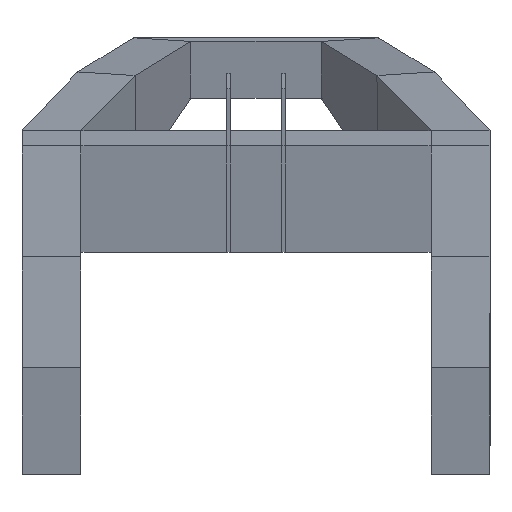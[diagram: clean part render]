
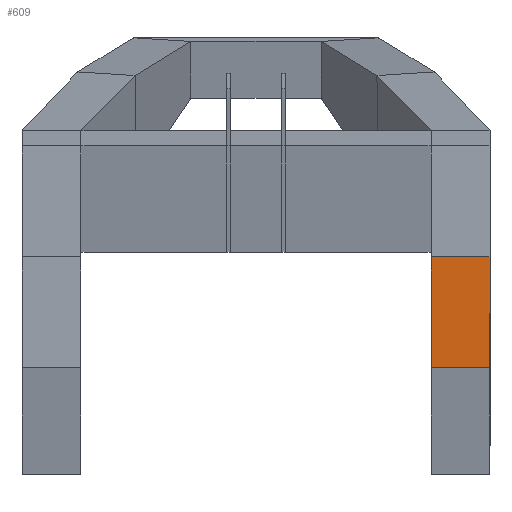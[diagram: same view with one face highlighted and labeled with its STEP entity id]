
A CAD part, left-side view. The second image highlights one B-rep face of the part: STEP entity #609.
In plain terms, the highlighted free-form (B-spline) face has degree [1, 1] with [2, 2] control points.
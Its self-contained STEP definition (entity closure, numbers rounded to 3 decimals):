
#123 = VERTEX_POINT('',#124);
#124 = CARTESIAN_POINT('',(227.108,-208.,-125.183));
#139 = B_SPLINE_SURFACE_WITH_KNOTS('',3,3,(
    (#140,#141,#142,#143)
    ,(#144,#145,#146,#147)
    ,(#148,#149,#150,#151)
    ,(#152,#153,#154,#155
    )),.UNSPECIFIED.,.F.,.F.,.F.,(4,4),(4,4),(0.,30.),(0.,
    218.),.PIECEWISE_BEZIER_KNOTS.);
#140 = CARTESIAN_POINT('',(437.68,-208.,
    -68.76));
#141 = CARTESIAN_POINT('',(367.489,-208.,
    -87.568));
#142 = CARTESIAN_POINT('',(297.299,-208.,
    -106.375));
#143 = CARTESIAN_POINT('',(227.108,-208.,-125.183));
#144 = CARTESIAN_POINT('',(437.68,-218.,
    -68.76));
#145 = CARTESIAN_POINT('',(367.489,-218.,
    -87.568));
#146 = CARTESIAN_POINT('',(297.299,-218.,
    -106.375));
#147 = CARTESIAN_POINT('',(227.108,-218.,-125.183));
#148 = CARTESIAN_POINT('',(437.68,-228.,
    -68.76));
#149 = CARTESIAN_POINT('',(367.489,-228.,
    -87.568));
#150 = CARTESIAN_POINT('',(297.299,-228.,
    -106.375));
#151 = CARTESIAN_POINT('',(227.108,-228.,-125.183));
#152 = CARTESIAN_POINT('',(437.68,-238.,-68.76));
#153 = CARTESIAN_POINT('',(367.489,-238.,-87.568));
#154 = CARTESIAN_POINT('',(297.299,-238.,-106.375));
#155 = CARTESIAN_POINT('',(227.108,-238.,-125.183));
#178 = B_SPLINE_SURFACE_WITH_KNOTS('',1,1,(
    (#179,#180)
    ,(#181,#182
    )),.UNSPECIFIED.,.F.,.F.,.F.,(2,2),(2,2),(-38.,180.),(-28.,
    28.),.PIECEWISE_BEZIER_KNOTS.);
#179 = CARTESIAN_POINT('',(16.536,-208.,
    -181.605));
#180 = CARTESIAN_POINT('',(31.03,-208.,
    -235.697));
#181 = CARTESIAN_POINT('',(227.108,-208.,
    -125.183));
#182 = CARTESIAN_POINT('',(241.602,-208.,
    -179.275));
#193 = VERTEX_POINT('',#194);
#194 = CARTESIAN_POINT('',(16.536,-208.,-181.605));
#208 = B_SPLINE_SURFACE_WITH_KNOTS('',1,1,(
    (#209,#210)
    ,(#211,#212
    )),.UNSPECIFIED.,.F.,.F.,.F.,(2,2),(2,2),(0.,56.),(0.,30.),
  .PIECEWISE_BEZIER_KNOTS.);
#209 = CARTESIAN_POINT('',(16.536,-208.,-181.605));
#210 = CARTESIAN_POINT('',(16.536,-238.,-181.605));
#211 = CARTESIAN_POINT('',(31.03,-208.,-235.697));
#212 = CARTESIAN_POINT('',(31.03,-238.,-235.697));
#220 = EDGE_CURVE('',#193,#123,#221,.T.);
#221 = SURFACE_CURVE('',#222,(#225,#231),.PCURVE_S1.);
#222 = B_SPLINE_CURVE_WITH_KNOTS('',1,(#223,#224),.UNSPECIFIED.,.F.,.F.,
  (2,2),(0.,218.),.PIECEWISE_BEZIER_KNOTS.);
#223 = CARTESIAN_POINT('',(16.536,-208.,-181.605));
#224 = CARTESIAN_POINT('',(227.108,-208.,-125.183));
#225 = PCURVE('',#178,#226);
#226 = DEFINITIONAL_REPRESENTATION('',(#227),#230);
#227 = B_SPLINE_CURVE_WITH_KNOTS('',1,(#228,#229),.UNSPECIFIED.,.F.,.F.,
  (2,2),(0.,218.),.PIECEWISE_BEZIER_KNOTS.);
#228 = CARTESIAN_POINT('',(-38.,-28.));
#229 = CARTESIAN_POINT('',(180.,-28.));
#230 = ( GEOMETRIC_REPRESENTATION_CONTEXT(2) 
PARAMETRIC_REPRESENTATION_CONTEXT() REPRESENTATION_CONTEXT('2D SPACE',''
  ) );
#231 = PCURVE('',#232,#237);
#232 = B_SPLINE_SURFACE_WITH_KNOTS('',1,1,(
    (#233,#234)
    ,(#235,#236
    )),.UNSPECIFIED.,.F.,.F.,.F.,(2,2),(2,2),(0.,218.),(0.,30.),
  .PIECEWISE_BEZIER_KNOTS.);
#233 = CARTESIAN_POINT('',(16.536,-208.,-181.605));
#234 = CARTESIAN_POINT('',(16.536,-238.,-181.605));
#235 = CARTESIAN_POINT('',(227.108,-208.,-125.183));
#236 = CARTESIAN_POINT('',(227.108,-238.,-125.183));
#237 = DEFINITIONAL_REPRESENTATION('',(#238),#242);
#238 = B_SPLINE_CURVE_WITH_KNOTS('',2,(#239,#240,#241),.UNSPECIFIED.,.F.
  ,.F.,(3,3),(0.,218.),.PIECEWISE_BEZIER_KNOTS.);
#239 = CARTESIAN_POINT('',(0.,0.));
#240 = CARTESIAN_POINT('',(109.,0.));
#241 = CARTESIAN_POINT('',(218.,0.));
#242 = ( GEOMETRIC_REPRESENTATION_CONTEXT(2) 
PARAMETRIC_REPRESENTATION_CONTEXT() REPRESENTATION_CONTEXT('2D SPACE',''
  ) );
#439 = B_SPLINE_SURFACE_WITH_KNOTS('',1,1,(
    (#440,#441)
    ,(#442,#443
    )),.UNSPECIFIED.,.F.,.F.,.F.,(2,2),(2,2),(-180.,38.),(
    -28.,28.),.PIECEWISE_BEZIER_KNOTS.);
#440 = CARTESIAN_POINT('',(241.602,-238.,-179.275));
#441 = CARTESIAN_POINT('',(227.108,-238.,-125.183));
#442 = CARTESIAN_POINT('',(31.03,-238.,-235.697));
#443 = CARTESIAN_POINT('',(16.536,-238.,-181.605));
#454 = VERTEX_POINT('',#455);
#455 = CARTESIAN_POINT('',(227.108,-238.,-125.183));
#481 = VERTEX_POINT('',#482);
#482 = CARTESIAN_POINT('',(16.536,-238.,-181.605));
#501 = EDGE_CURVE('',#481,#454,#502,.T.);
#502 = SURFACE_CURVE('',#503,(#506,#512),.PCURVE_S1.);
#503 = B_SPLINE_CURVE_WITH_KNOTS('',1,(#504,#505),.UNSPECIFIED.,.F.,.F.,
  (2,2),(0.,218.),.PIECEWISE_BEZIER_KNOTS.);
#504 = CARTESIAN_POINT('',(16.536,-238.,-181.605));
#505 = CARTESIAN_POINT('',(227.108,-238.,-125.183));
#506 = PCURVE('',#439,#507);
#507 = DEFINITIONAL_REPRESENTATION('',(#508),#511);
#508 = B_SPLINE_CURVE_WITH_KNOTS('',1,(#509,#510),.UNSPECIFIED.,.F.,.F.,
  (2,2),(0.,218.),.PIECEWISE_BEZIER_KNOTS.);
#509 = CARTESIAN_POINT('',(38.,28.));
#510 = CARTESIAN_POINT('',(-180.,28.));
#511 = ( GEOMETRIC_REPRESENTATION_CONTEXT(2) 
PARAMETRIC_REPRESENTATION_CONTEXT() REPRESENTATION_CONTEXT('2D SPACE',''
  ) );
#512 = PCURVE('',#232,#513);
#513 = DEFINITIONAL_REPRESENTATION('',(#514),#518);
#514 = B_SPLINE_CURVE_WITH_KNOTS('',2,(#515,#516,#517),.UNSPECIFIED.,.F.
  ,.F.,(3,3),(0.,218.),.PIECEWISE_BEZIER_KNOTS.);
#515 = CARTESIAN_POINT('',(0.,30.));
#516 = CARTESIAN_POINT('',(109.,30.));
#517 = CARTESIAN_POINT('',(218.,30.));
#518 = ( GEOMETRIC_REPRESENTATION_CONTEXT(2) 
PARAMETRIC_REPRESENTATION_CONTEXT() REPRESENTATION_CONTEXT('2D SPACE',''
  ) );
#609 = ADVANCED_FACE('',(#610),#232,.F.);
#610 = FACE_BOUND('',#611,.F.);
#611 = EDGE_LOOP('',(#612,#632,#633,#653));
#612 = ORIENTED_EDGE('',*,*,#613,.F.);
#613 = EDGE_CURVE('',#193,#481,#614,.T.);
#614 = SURFACE_CURVE('',#615,(#618,#625),.PCURVE_S1.);
#615 = B_SPLINE_CURVE_WITH_KNOTS('',1,(#616,#617),.UNSPECIFIED.,.F.,.F.,
  (2,2),(0.,30.),.PIECEWISE_BEZIER_KNOTS.);
#616 = CARTESIAN_POINT('',(16.536,-208.,-181.605));
#617 = CARTESIAN_POINT('',(16.536,-238.,-181.605));
#618 = PCURVE('',#232,#619);
#619 = DEFINITIONAL_REPRESENTATION('',(#620),#624);
#620 = B_SPLINE_CURVE_WITH_KNOTS('',2,(#621,#622,#623),.UNSPECIFIED.,.F.
  ,.F.,(3,3),(0.,30.),.PIECEWISE_BEZIER_KNOTS.);
#621 = CARTESIAN_POINT('',(0.,0.));
#622 = CARTESIAN_POINT('',(0.,15.));
#623 = CARTESIAN_POINT('',(0.,30.));
#624 = ( GEOMETRIC_REPRESENTATION_CONTEXT(2) 
PARAMETRIC_REPRESENTATION_CONTEXT() REPRESENTATION_CONTEXT('2D SPACE',''
  ) );
#625 = PCURVE('',#208,#626);
#626 = DEFINITIONAL_REPRESENTATION('',(#627),#631);
#627 = B_SPLINE_CURVE_WITH_KNOTS('',2,(#628,#629,#630),.UNSPECIFIED.,.F.
  ,.F.,(3,3),(0.,30.),.PIECEWISE_BEZIER_KNOTS.);
#628 = CARTESIAN_POINT('',(0.,0.));
#629 = CARTESIAN_POINT('',(0.,15.));
#630 = CARTESIAN_POINT('',(0.,30.));
#631 = ( GEOMETRIC_REPRESENTATION_CONTEXT(2) 
PARAMETRIC_REPRESENTATION_CONTEXT() REPRESENTATION_CONTEXT('2D SPACE',''
  ) );
#632 = ORIENTED_EDGE('',*,*,#220,.T.);
#633 = ORIENTED_EDGE('',*,*,#634,.T.);
#634 = EDGE_CURVE('',#123,#454,#635,.T.);
#635 = SURFACE_CURVE('',#636,(#639,#646),.PCURVE_S1.);
#636 = B_SPLINE_CURVE_WITH_KNOTS('',1,(#637,#638),.UNSPECIFIED.,.F.,.F.,
  (2,2),(0.,30.),.PIECEWISE_BEZIER_KNOTS.);
#637 = CARTESIAN_POINT('',(227.108,-208.,-125.183));
#638 = CARTESIAN_POINT('',(227.108,-238.,-125.183));
#639 = PCURVE('',#232,#640);
#640 = DEFINITIONAL_REPRESENTATION('',(#641),#645);
#641 = B_SPLINE_CURVE_WITH_KNOTS('',2,(#642,#643,#644),.UNSPECIFIED.,.F.
  ,.F.,(3,3),(0.,30.),.PIECEWISE_BEZIER_KNOTS.);
#642 = CARTESIAN_POINT('',(218.,0.));
#643 = CARTESIAN_POINT('',(218.,15.));
#644 = CARTESIAN_POINT('',(218.,30.));
#645 = ( GEOMETRIC_REPRESENTATION_CONTEXT(2) 
PARAMETRIC_REPRESENTATION_CONTEXT() REPRESENTATION_CONTEXT('2D SPACE',''
  ) );
#646 = PCURVE('',#139,#647);
#647 = DEFINITIONAL_REPRESENTATION('',(#648),#652);
#648 = B_SPLINE_CURVE_WITH_KNOTS('',2,(#649,#650,#651),.UNSPECIFIED.,.F.
  ,.F.,(3,3),(0.,30.),.PIECEWISE_BEZIER_KNOTS.);
#649 = CARTESIAN_POINT('',(0.,218.));
#650 = CARTESIAN_POINT('',(15.,218.));
#651 = CARTESIAN_POINT('',(30.,218.));
#652 = ( GEOMETRIC_REPRESENTATION_CONTEXT(2) 
PARAMETRIC_REPRESENTATION_CONTEXT() REPRESENTATION_CONTEXT('2D SPACE',''
  ) );
#653 = ORIENTED_EDGE('',*,*,#501,.F.);
